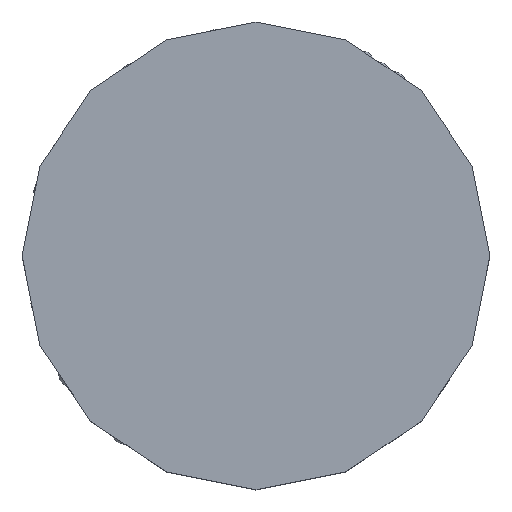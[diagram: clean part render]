
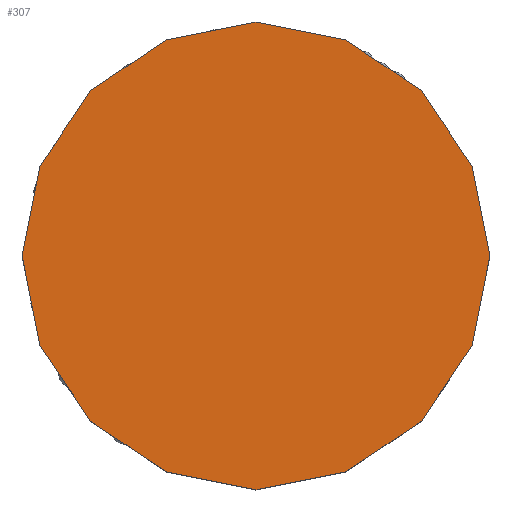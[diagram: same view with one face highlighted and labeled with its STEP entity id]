
A CAD part, top view. The second image highlights one B-rep face of the part: STEP entity #307.
In plain terms, the highlighted planar face has unit normal (0, 0, 1).
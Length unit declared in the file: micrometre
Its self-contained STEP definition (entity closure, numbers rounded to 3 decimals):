
#307 = ADVANCED_FACE( '', ( #546 ), #547, .T. );
#546 = FACE_OUTER_BOUND( '', #2414, .T. );
#547 = PLANE( '', #2415 );
#2414 = EDGE_LOOP( '', ( #6148, #6149, #6150, #6151 ) );
#2415 = AXIS2_PLACEMENT_3D( '', #6152, #6153, #6154 );
#6148 = ORIENTED_EDGE( '', *, *, #9891, .T. );
#6149 = ORIENTED_EDGE( '', *, *, #9895, .T. );
#6150 = ORIENTED_EDGE( '', *, *, #9896, .T. );
#6151 = ORIENTED_EDGE( '', *, *, #9897, .T. );
#6152 = CARTESIAN_POINT( '', ( -0.02, -0.02, 0.01 ) );
#6153 = DIRECTION( '', ( 0., 0., 1. ) );
#6154 = DIRECTION( '', ( 1., 0., 0. ) );
#9891 = EDGE_CURVE( '', #21065, #21069, #21071, .F. );
#9895 = EDGE_CURVE( '', #21069, #21077, #21078, .F. );
#9896 = EDGE_CURVE( '', #21077, #21079, #21080, .F. );
#9897 = EDGE_CURVE( '', #21079, #21065, #21081, .F. );
#21065 = VERTEX_POINT( '', #23883 );
#21069 = VERTEX_POINT( '', #23888 );
#21071 = CIRCLE( '', #23891, 0.02 );
#21077 = VERTEX_POINT( '', #23897 );
#21078 = CIRCLE( '', #23898, 0.02 );
#21079 = VERTEX_POINT( '', #23899 );
#21080 = CIRCLE( '', #23900, 0.02 );
#21081 = CIRCLE( '', #23901, 0.02 );
#23883 = CARTESIAN_POINT( '', ( 0., -0.02, 0.01 ) );
#23888 = CARTESIAN_POINT( '', ( 0.02, 0., 0.01 ) );
#23891 = AXIS2_PLACEMENT_3D( '', #28111, #28112, #28113 );
#23897 = CARTESIAN_POINT( '', ( 0., 0.02, 0.01 ) );
#23898 = AXIS2_PLACEMENT_3D( '', #28123, #28124, #28125 );
#23899 = CARTESIAN_POINT( '', ( -0.02, 0., 0.01 ) );
#23900 = AXIS2_PLACEMENT_3D( '', #28126, #28127, #28128 );
#23901 = AXIS2_PLACEMENT_3D( '', #28129, #28130, #28131 );
#28111 = CARTESIAN_POINT( '', ( 0., 0., 0.01 ) );
#28112 = DIRECTION( '', ( 0., 0., -1. ) );
#28113 = DIRECTION( '', ( 1., 0., 0. ) );
#28123 = CARTESIAN_POINT( '', ( 0., 0., 0.01 ) );
#28124 = DIRECTION( '', ( 0., 0., -1. ) );
#28125 = DIRECTION( '', ( 1., 0., 0. ) );
#28126 = CARTESIAN_POINT( '', ( 0., 0., 0.01 ) );
#28127 = DIRECTION( '', ( 0., 0., -1. ) );
#28128 = DIRECTION( '', ( 1., 0., 0. ) );
#28129 = CARTESIAN_POINT( '', ( 0., 0., 0.01 ) );
#28130 = DIRECTION( '', ( 0., 0., -1. ) );
#28131 = DIRECTION( '', ( 1., 0., 0. ) );
